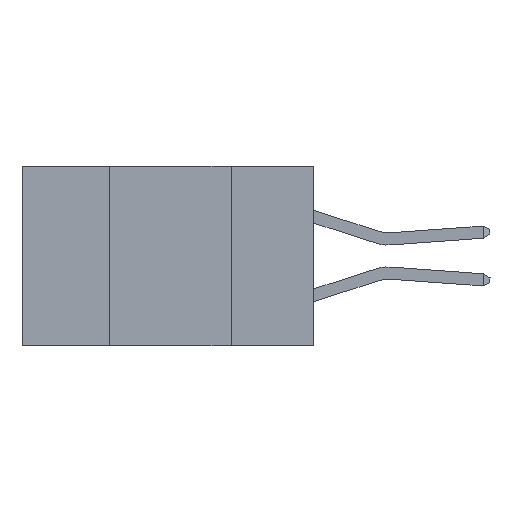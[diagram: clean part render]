
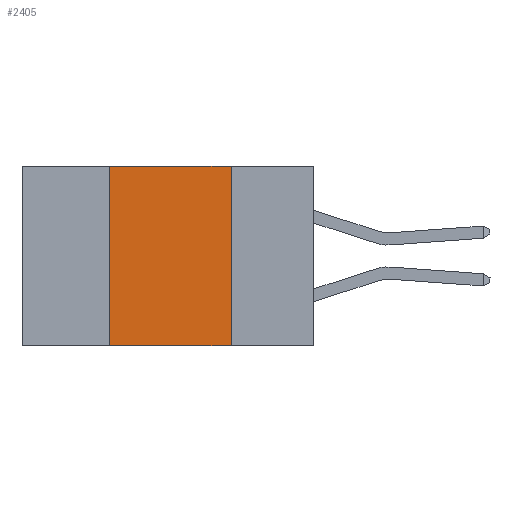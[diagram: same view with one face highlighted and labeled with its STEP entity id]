
A CAD part, left-side view. The second image highlights one B-rep face of the part: STEP entity #2405.
In plain terms, the highlighted planar face has unit normal (-1, 0, 0).
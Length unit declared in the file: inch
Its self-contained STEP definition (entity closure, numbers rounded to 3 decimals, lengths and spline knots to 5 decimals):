
#601 = ORIENTED_EDGE ( 'NONE', *, *, #16987, .F. ) ;
#820 = ORIENTED_EDGE ( 'NONE', *, *, #8574, .F. ) ;
#1029 = CARTESIAN_POINT ( 'NONE',  ( 0., 0.42, 0. ) ) ;
#1290 = ORIENTED_EDGE ( 'NONE', *, *, #5951, .T. ) ;
#1648 = LINE ( 'NONE', #3723, #18284 ) ;
#1971 = LINE ( 'NONE', #5034, #14363 ) ;
#2405 = ADVANCED_FACE ( 'NONE', ( #6259 ), #13821, .F. ) ;
#2947 = LINE ( 'NONE', #9931, #12055 ) ;
#3354 = DIRECTION ( 'NONE',  ( 0., 0., 1. ) ) ;
#3723 = CARTESIAN_POINT ( 'NONE',  ( 0., 0.17, 0. ) ) ;
#4000 = DIRECTION ( 'NONE',  ( 0., -1., 0. ) ) ;
#4417 = VERTEX_POINT ( 'NONE', #13045 ) ;
#4692 = EDGE_LOOP ( 'NONE', ( #601, #16038, #820, #1290 ) ) ;
#5034 = CARTESIAN_POINT ( 'NONE',  ( 0., 0.6, 0. ) ) ;
#5372 = DIRECTION ( 'NONE',  ( 1., 0., 0. ) ) ;
#5561 = VECTOR ( 'NONE', #4000, 39.37008 ) ;
#5951 = EDGE_CURVE ( 'NONE', #11511, #4417, #18233, .T. ) ;
#6259 = FACE_OUTER_BOUND ( 'NONE', #4692, .T. ) ;
#6653 = DIRECTION ( 'NONE',  ( 0., 0., -1. ) ) ;
#6695 = DIRECTION ( 'NONE',  ( 0., -1., 0. ) ) ;
#8574 = EDGE_CURVE ( 'NONE', #11511, #14947, #2947, .T. ) ;
#9855 = CARTESIAN_POINT ( 'NONE',  ( 0., 0.17, 0. ) ) ;
#9931 = CARTESIAN_POINT ( 'NONE',  ( 0., 0.42, 0. ) ) ;
#10205 = DIRECTION ( 'NONE',  ( 0., 0., -1. ) ) ;
#10632 = VERTEX_POINT ( 'NONE', #9855 ) ;
#11511 = VERTEX_POINT ( 'NONE', #12833 ) ;
#12038 = CARTESIAN_POINT ( 'NONE',  ( 0., 0.6, -0.37 ) ) ;
#12055 = VECTOR ( 'NONE', #3354, 39.37008 ) ;
#12833 = CARTESIAN_POINT ( 'NONE',  ( 0., 0.42, -0.37 ) ) ;
#13045 = CARTESIAN_POINT ( 'NONE',  ( 0., 0.17, -0.37 ) ) ;
#13821 = PLANE ( 'NONE',  #16134 ) ;
#14363 = VECTOR ( 'NONE', #6695, 39.37008 ) ;
#14947 = VERTEX_POINT ( 'NONE', #1029 ) ;
#16038 = ORIENTED_EDGE ( 'NONE', *, *, #16164, .F. ) ;
#16134 = AXIS2_PLACEMENT_3D ( 'NONE', #18500, #5372, #6653 ) ;
#16164 = EDGE_CURVE ( 'NONE', #14947, #10632, #1971, .T. ) ;
#16987 = EDGE_CURVE ( 'NONE', #10632, #4417, #1648, .T. ) ;
#18233 = LINE ( 'NONE', #12038, #5561 ) ;
#18284 = VECTOR ( 'NONE', #10205, 39.37008 ) ;
#18500 = CARTESIAN_POINT ( 'NONE',  ( 0., 0.6, 0. ) ) ;
